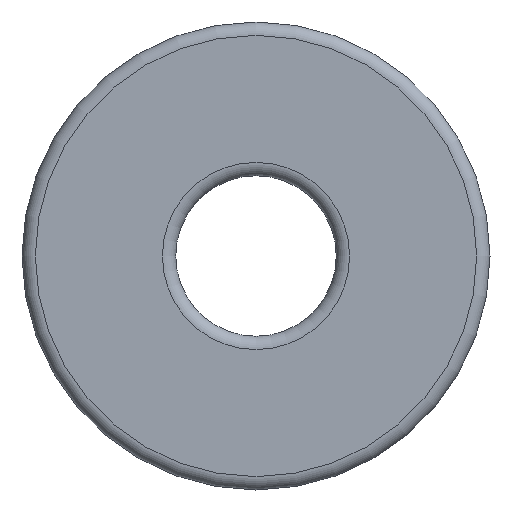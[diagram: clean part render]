
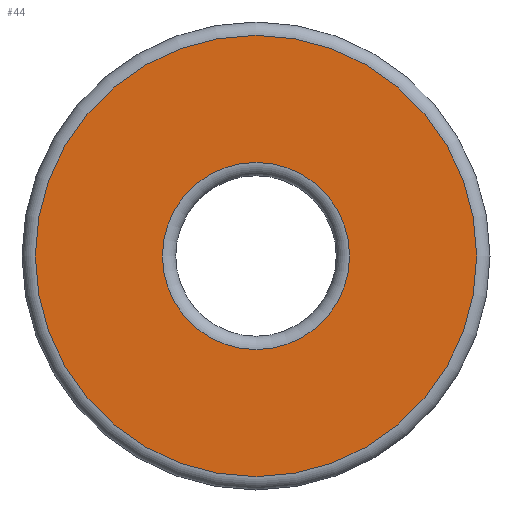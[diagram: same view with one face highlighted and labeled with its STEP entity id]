
A CAD part, left-side view. The second image highlights one B-rep face of the part: STEP entity #44.
In plain terms, the highlighted planar face has unit normal (-1, 0, 0).
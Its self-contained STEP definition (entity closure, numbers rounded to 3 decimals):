
#44 = ADVANCED_FACE( '', ( #89, #90 ), #91, .T. );
#89 = FACE_OUTER_BOUND( '', #128, .T. );
#90 = FACE_BOUND( '', #129, .T. );
#91 = PLANE( '', #130 );
#128 = EDGE_LOOP( '', ( #173 ) );
#129 = EDGE_LOOP( '', ( #174 ) );
#130 = AXIS2_PLACEMENT_3D( '', #175, #176, #177 );
#173 = ORIENTED_EDGE( '', *, *, #197, .T. );
#174 = ORIENTED_EDGE( '', *, *, #185, .T. );
#175 = CARTESIAN_POINT( '', ( -3., 0., 0. ) );
#176 = DIRECTION( '', ( -1., 0., 0. ) );
#177 = DIRECTION( '', ( 0., -1., 0. ) );
#185 = EDGE_CURVE( '', #201, #201, #202, .F. );
#197 = EDGE_CURVE( '', #220, #220, #221, .T. );
#201 = VERTEX_POINT( '', #225 );
#202 = CIRCLE( '', #226, 0.7 );
#220 = VERTEX_POINT( '', #244 );
#221 = CIRCLE( '', #245, 1.65 );
#225 = CARTESIAN_POINT( '', ( -3., -0.7, 0. ) );
#226 = AXIS2_PLACEMENT_3D( '', #248, #249, #250 );
#244 = CARTESIAN_POINT( '', ( -3., -1.65, 0. ) );
#245 = AXIS2_PLACEMENT_3D( '', #269, #270, #271 );
#248 = CARTESIAN_POINT( '', ( -3., 0., 0. ) );
#249 = DIRECTION( '', ( -1., 0., 0. ) );
#250 = DIRECTION( '', ( 0., -1., 0. ) );
#269 = CARTESIAN_POINT( '', ( -3., 0., 0. ) );
#270 = DIRECTION( '', ( -1., 0., 0. ) );
#271 = DIRECTION( '', ( 0., -1., 0. ) );
